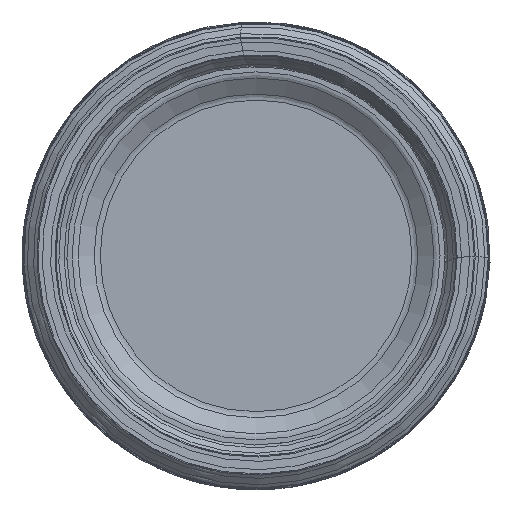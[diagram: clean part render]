
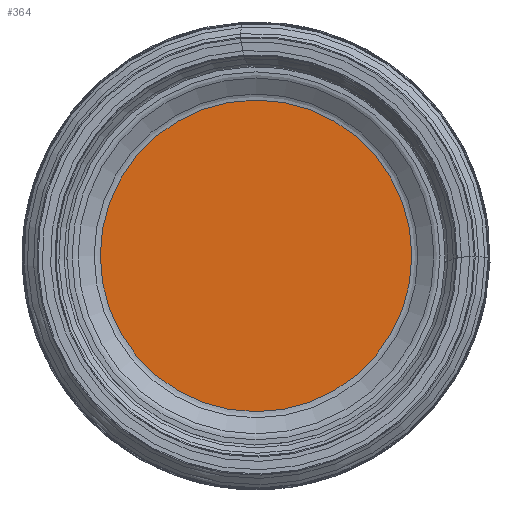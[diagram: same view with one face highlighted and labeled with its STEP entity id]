
A CAD part, left-side view. The second image highlights one B-rep face of the part: STEP entity #364.
In plain terms, the highlighted planar face has unit normal (-1, 0, 0).
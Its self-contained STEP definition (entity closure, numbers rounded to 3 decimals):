
#69=PLANE('',#1445);
#364=ADVANCED_FACE('',(#510),#69,.F.);
#510=FACE_OUTER_BOUND('',#586,.T.);
#586=EDGE_LOOP('',(#972));
#689=CIRCLE('',#1443,44.413);
#972=ORIENTED_EDGE('',*,*,#1225,.T.);
#1075=VERTEX_POINT('',#3444);
#1225=EDGE_CURVE('',#1075,#1075,#689,.T.);
#1443=AXIS2_PLACEMENT_3D('',#3443,#1747,#1748);
#1445=AXIS2_PLACEMENT_3D('',#3446,#1751,#1752);
#1747=DIRECTION('',(-1.,0.,0.));
#1748=DIRECTION('',(0.,0.,1.));
#1751=DIRECTION('',(1.,0.,0.));
#1752=DIRECTION('',(0.,0.,-1.));
#3443=CARTESIAN_POINT('',(8.,0.,0.));
#3444=CARTESIAN_POINT('',(8.,0.,44.413));
#3446=CARTESIAN_POINT('',(8.,31.,0.));
